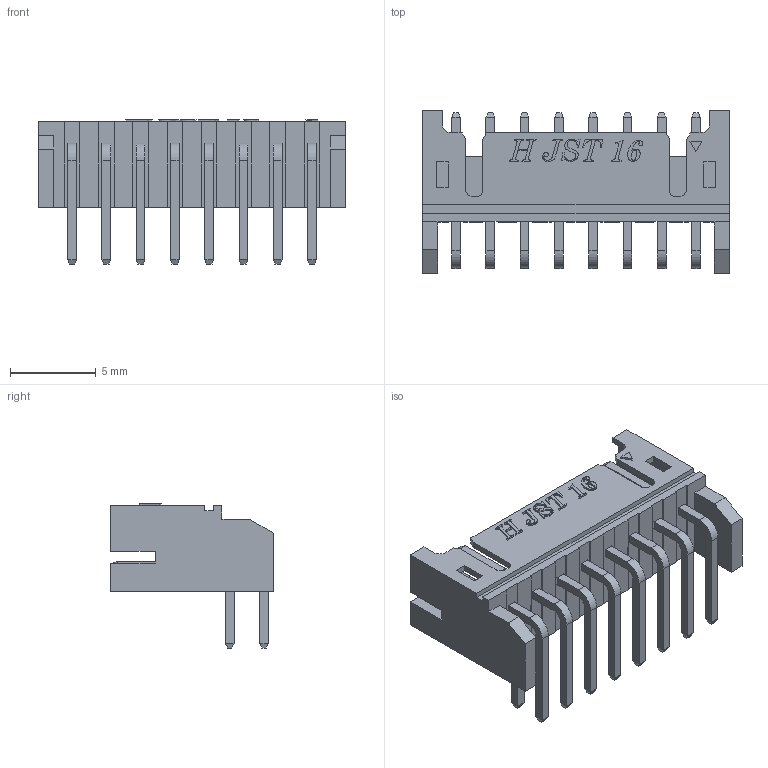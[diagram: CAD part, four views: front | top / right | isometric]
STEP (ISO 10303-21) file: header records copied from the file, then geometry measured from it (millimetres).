
FILE_DESCRIPTION (( 'STEP AP214' ), '1' );
FILE_NAME ('S16B-PHDSS.STEP', '2023-10-13T10:58:01', ( '' ), ( '' ), 'SwSTEP 2.0', 'SolidWorks 2022', '' );
FILE_SCHEMA (( 'AUTOMOTIVE_DESIGN' ));
Length unit declared in the file: millimetre
Products named in the file (1): S16B-PHDSS
Bounding box: 17.9 x 9.5 x 8.41 mm (x, y, z)
Volume: 256.7 mm3; surface area: 1119.4 mm2
Topology: 17 solids, 17 shells, 644 faces, 1678 edges, 1076 vertices
Faces by surface type: plane 526, bspline 76, cylinder 42
Entity records: 27017 total; most frequent: CARTESIAN_POINT 7002, ORIENTED_EDGE 3356, DIRECTION 2719, EDGE_CURVE 1678, VECTOR 1413, LINE 1413, VERTEX_POINT 1076, EDGE_LOOP 688
